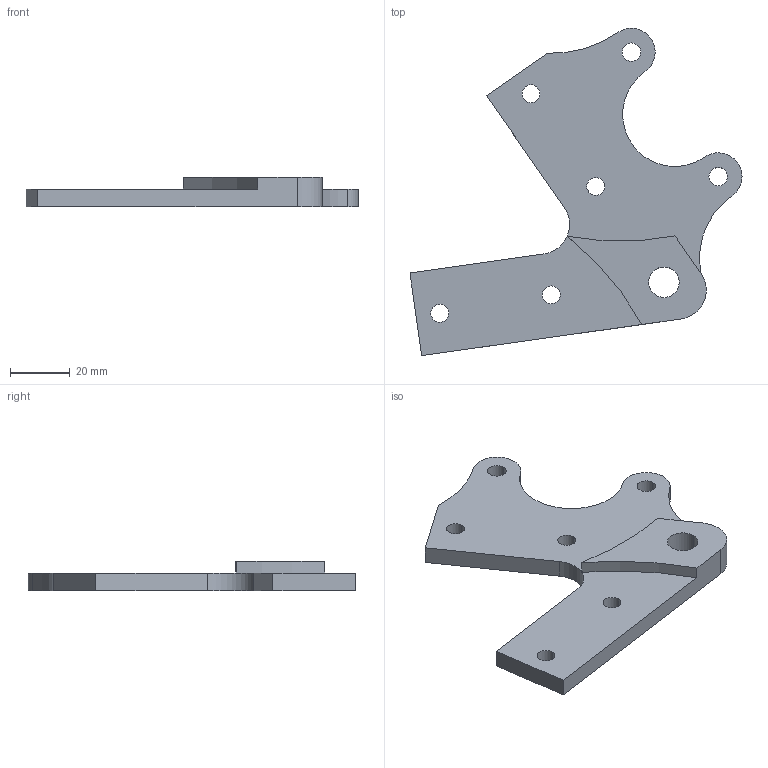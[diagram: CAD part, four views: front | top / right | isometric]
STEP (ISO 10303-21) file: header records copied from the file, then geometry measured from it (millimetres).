
FILE_DESCRIPTION (( 'STEP AP203' ), '1' );
FILE_NAME ('Patte arriere gauche.STEP', '2020-08-28T07:13:43', ( '' ), ( '' ), 'SwSTEP 2.0', 'SolidWorks 2018', '' );
FILE_SCHEMA (( 'CONFIG_CONTROL_DESIGN' ));
Length unit declared in the file: millimetre
Products named in the file (1): Patte arriere gauche
Bounding box: 111.53 x 109.93 x 10 mm (x, y, z)
Volume: 36520.3 mm3; surface area: 15324.5 mm2
Topology: 1 solids, 1 shells, 35 faces, 96 edges, 63 vertices
Faces by surface type: cylinder 25, plane 10
Entity records: 1242 total; most frequent: DIRECTION 219, CARTESIAN_POINT 195, ORIENTED_EDGE 192, EDGE_CURVE 96, AXIS2_PLACEMENT_3D 87, VERTEX_POINT 63, CIRCLE 51, EDGE_LOOP 49
